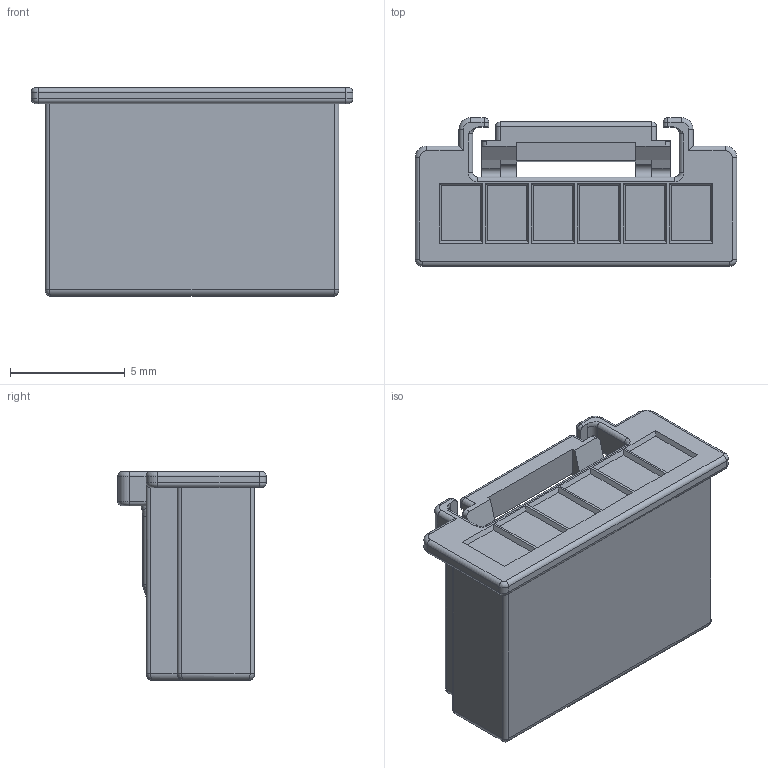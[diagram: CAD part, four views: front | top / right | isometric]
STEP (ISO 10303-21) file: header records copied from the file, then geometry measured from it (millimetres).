
FILE_DESCRIPTION (( 'STEP AP214' ), '1' );
FILE_NAME ('C_020 S 6F HSG.STEP', '2023-01-04T09:50:20', ( 'jkhwang' ), ( '' ), 'SwSTEP 2.0', 'SolidWorks 2020', '' );
FILE_SCHEMA (( 'AUTOMOTIVE_DESIGN' ));
Length unit declared in the file: millimetre
Products named in the file (1): C_020 S 6F HSG
Bounding box: 14 x 6.46 x 9.1 mm (x, y, z)
Volume: 444.5 mm3; surface area: 609.7 mm2
Topology: 1 solids, 1 shells, 374 faces, 939 edges, 562 vertices
Faces by surface type: plane 170, cylinder 131, torus 46, bspline 19, sphere 8
Entity records: 11619 total; most frequent: CARTESIAN_POINT 2825, ORIENTED_EDGE 1846, DIRECTION 1815, EDGE_CURVE 923, AXIS2_PLACEMENT_3D 608, VECTOR 599, LINE 599, VERTEX_POINT 562
